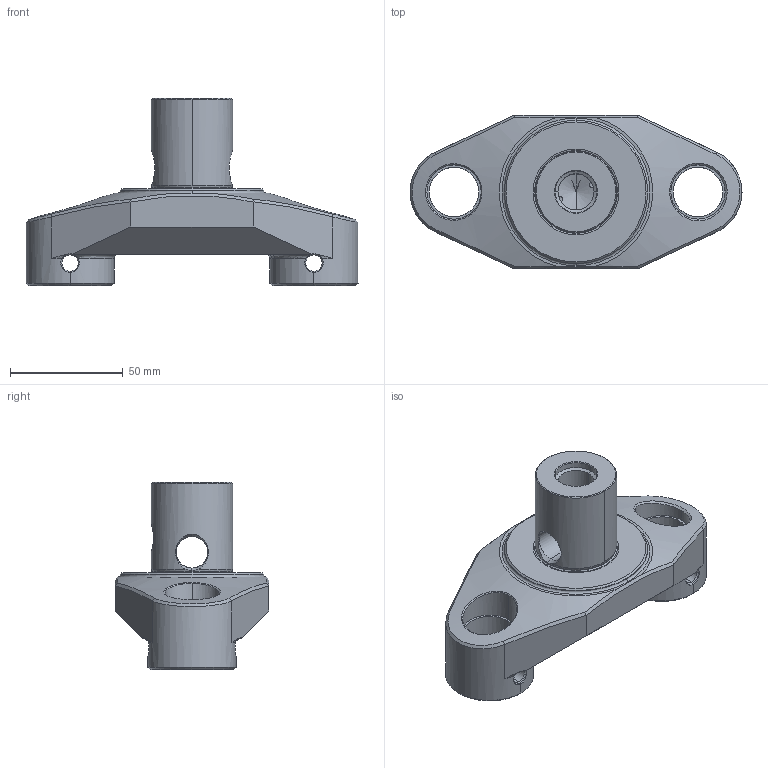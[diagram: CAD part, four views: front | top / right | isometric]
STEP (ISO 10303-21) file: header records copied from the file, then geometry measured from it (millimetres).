
FILE_DESCRIPTION(('no description'),'unknown implementation level');
FILE_NAME('FD0A95C9-1A9F-48A1-93DB-7FC7894B1974_export.stp',' ',('CIMSOURCE GmbH'),('CADClick - KiM GmbH - www.kimweb.de'),'unknown preprocess','ACIS','unknown authorization');
FILE_SCHEMA(('automotive_design'));
Length unit declared in the file: millimetre
Products named in the file (1): NONE
Bounding box: 147 x 68 x 83 mm (x, y, z)
Volume: 214585.7 mm3; surface area: 38806 mm2
Topology: 1 solids, 1 shells, 191 faces, 505 edges, 308 vertices
Faces by surface type: cylinder 65, cone 62, plane 40, bspline 12, torus 12
Entity records: 15223 total; most frequent: CARTESIAN_POINT 4987, ORIENTED_EDGE 1006, STYLED_ITEM 1003, PRESENTATION_STYLE_ASSIGNMENT 1003, COLOUR_RGB 1003, DIRECTION 949, EDGE_CURVE 503, CURVE_STYLE 503
